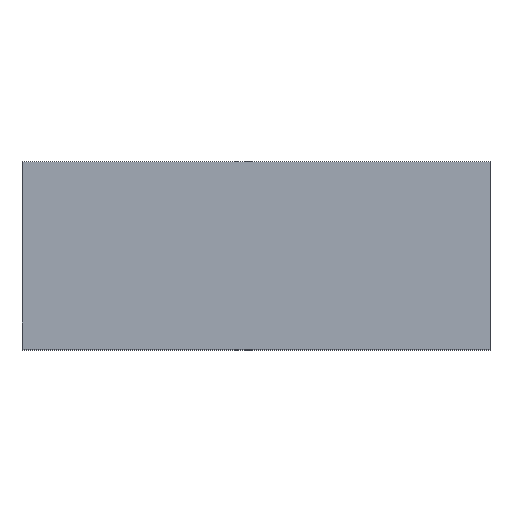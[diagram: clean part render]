
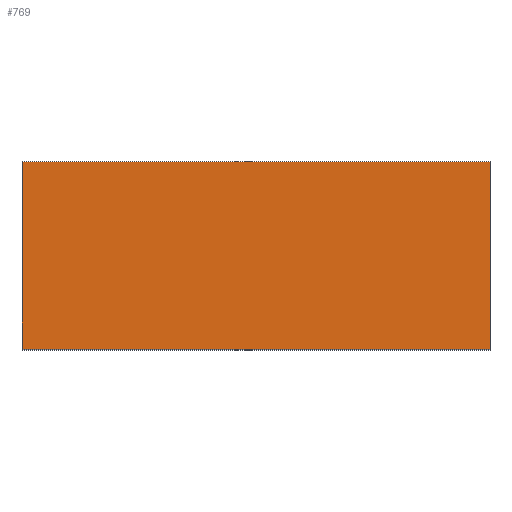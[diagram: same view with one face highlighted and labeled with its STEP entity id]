
A CAD part, top view. The second image highlights one B-rep face of the part: STEP entity #769.
In plain terms, the highlighted free-form (B-spline) face has degree [3, 3] with [4, 4] control points.
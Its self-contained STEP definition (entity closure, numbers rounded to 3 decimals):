
#601 = VERTEX_POINT('',#602);
#602 = CARTESIAN_POINT('',(2.5,1.,7.015));
#609 = EDGE_CURVE('',#601,#610,#612,.T.);
#610 = VERTEX_POINT('',#611);
#611 = CARTESIAN_POINT('',(2.5,-1.,7.015));
#612 = B_SPLINE_CURVE_WITH_KNOTS('',3,(#613,#614,#615,#616),
  .UNSPECIFIED.,.F.,.F.,(4,4),(0.,1.),.PIECEWISE_BEZIER_KNOTS.);
#613 = CARTESIAN_POINT('',(2.5,1.,7.015));
#614 = CARTESIAN_POINT('',(2.5,0.333,7.015));
#615 = CARTESIAN_POINT('',(2.5,-0.333,7.015));
#616 = CARTESIAN_POINT('',(2.5,-1.,7.015));
#646 = VERTEX_POINT('',#647);
#647 = CARTESIAN_POINT('',(-2.5,1.,7.015));
#666 = VERTEX_POINT('',#667);
#667 = CARTESIAN_POINT('',(-2.5,-1.,7.015));
#674 = EDGE_CURVE('',#666,#646,#675,.T.);
#675 = B_SPLINE_CURVE_WITH_KNOTS('',3,(#676,#677,#678,#679),
  .UNSPECIFIED.,.F.,.F.,(4,4),(0.,1.),.PIECEWISE_BEZIER_KNOTS.);
#676 = CARTESIAN_POINT('',(-2.5,-1.,7.015));
#677 = CARTESIAN_POINT('',(-2.5,-0.333,7.015));
#678 = CARTESIAN_POINT('',(-2.5,0.333,7.015));
#679 = CARTESIAN_POINT('',(-2.5,1.,7.015));
#702 = EDGE_CURVE('',#646,#601,#703,.T.);
#703 = B_SPLINE_CURVE_WITH_KNOTS('',3,(#704,#705,#706,#707),
  .UNSPECIFIED.,.F.,.F.,(4,4),(0.,1.),.PIECEWISE_BEZIER_KNOTS.);
#704 = CARTESIAN_POINT('',(-2.5,1.,7.015));
#705 = CARTESIAN_POINT('',(-0.833,1.,7.015));
#706 = CARTESIAN_POINT('',(0.833,1.,7.015));
#707 = CARTESIAN_POINT('',(2.5,1.,7.015));
#737 = EDGE_CURVE('',#610,#666,#738,.T.);
#738 = B_SPLINE_CURVE_WITH_KNOTS('',3,(#739,#740,#741,#742),
  .UNSPECIFIED.,.F.,.F.,(4,4),(0.,1.),.PIECEWISE_BEZIER_KNOTS.);
#739 = CARTESIAN_POINT('',(2.5,-1.,7.015));
#740 = CARTESIAN_POINT('',(0.833,-1.,7.015));
#741 = CARTESIAN_POINT('',(-0.833,-1.,7.015));
#742 = CARTESIAN_POINT('',(-2.5,-1.,7.015));
#769 = ADVANCED_FACE('',(#770),#776,.T.);
#770 = FACE_BOUND('',#771,.T.);
#771 = EDGE_LOOP('',(#772,#773,#774,#775));
#772 = ORIENTED_EDGE('',*,*,#737,.F.);
#773 = ORIENTED_EDGE('',*,*,#609,.F.);
#774 = ORIENTED_EDGE('',*,*,#702,.F.);
#775 = ORIENTED_EDGE('',*,*,#674,.F.);
#776 = B_SPLINE_SURFACE_WITH_KNOTS('',3,3,(
    (#777,#778,#779,#780)
    ,(#781,#782,#783,#784)
    ,(#785,#786,#787,#788)
    ,(#789,#790,#791,#792
    )),.UNSPECIFIED.,.F.,.F.,.F.,(4,4),(4,4),(0.,1.),(0.,1.),
  .PIECEWISE_BEZIER_KNOTS.);
#777 = CARTESIAN_POINT('',(-2.5,-1.,7.015));
#778 = CARTESIAN_POINT('',(-2.5,-0.333,7.015));
#779 = CARTESIAN_POINT('',(-2.5,0.333,7.015));
#780 = CARTESIAN_POINT('',(-2.5,1.,7.015));
#781 = CARTESIAN_POINT('',(-0.833,-1.,7.015));
#782 = CARTESIAN_POINT('',(-0.833,-0.333,
    7.015));
#783 = CARTESIAN_POINT('',(-0.833,0.333,7.015
    ));
#784 = CARTESIAN_POINT('',(-0.833,1.,7.015));
#785 = CARTESIAN_POINT('',(0.833,-1.,7.015));
#786 = CARTESIAN_POINT('',(0.833,-0.333,7.015
    ));
#787 = CARTESIAN_POINT('',(0.833,0.333,7.015)
  );
#788 = CARTESIAN_POINT('',(0.833,1.,7.015));
#789 = CARTESIAN_POINT('',(2.5,-1.,7.015));
#790 = CARTESIAN_POINT('',(2.5,-0.333,7.015));
#791 = CARTESIAN_POINT('',(2.5,0.333,7.015));
#792 = CARTESIAN_POINT('',(2.5,1.,7.015));
